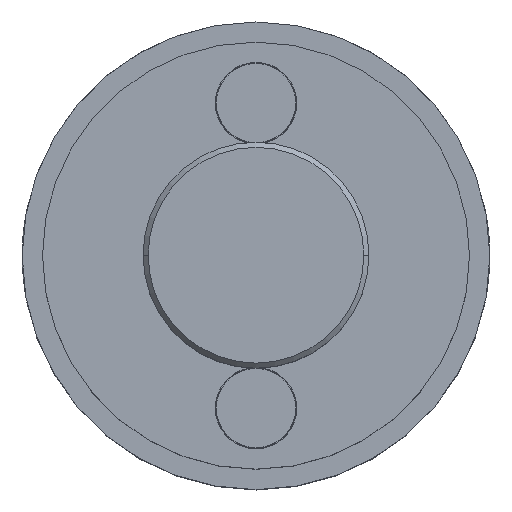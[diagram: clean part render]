
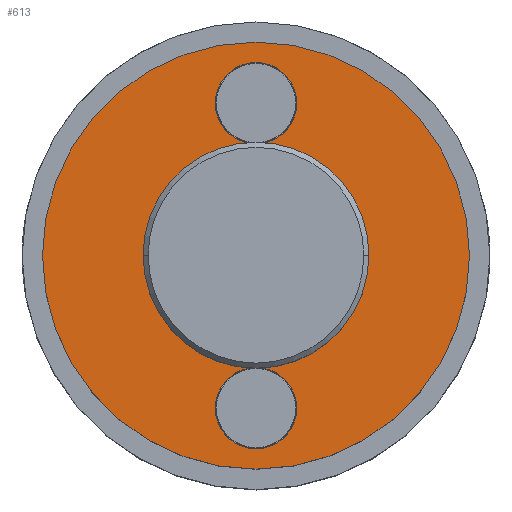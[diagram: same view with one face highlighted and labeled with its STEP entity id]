
A CAD part, top view. The second image highlights one B-rep face of the part: STEP entity #613.
In plain terms, the highlighted planar face has unit normal (0, 0, 1).
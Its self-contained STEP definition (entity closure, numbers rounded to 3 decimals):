
#15 = CARTESIAN_POINT ( 'NONE',  ( 4., -15., 30. ) ) ;
#30 = CARTESIAN_POINT ( 'NONE',  ( 0., 21., 30. ) ) ;
#51 = CIRCLE ( 'NONE', #2026, 4. ) ;
#79 = CARTESIAN_POINT ( 'NONE',  ( -9.525, 0., 30. ) ) ;
#113 = DIRECTION ( 'NONE',  ( 0., 0., 1. ) ) ;
#134 = EDGE_LOOP ( 'NONE', ( #1859, #520 ) ) ;
#147 = DIRECTION ( 'NONE',  ( 0., 0., -1. ) ) ;
#195 = DIRECTION ( 'NONE',  ( 0., 0., 1. ) ) ;
#200 = AXIS2_PLACEMENT_3D ( 'NONE', #1198, #147, #1379 ) ;
#276 = VERTEX_POINT ( 'NONE', #501 ) ;
#292 = DIRECTION ( 'NONE',  ( 0., 0., -1. ) ) ;
#298 = CARTESIAN_POINT ( 'NONE',  ( 0., -15., 30. ) ) ;
#356 = CIRCLE ( 'NONE', #2178, 9.525 ) ;
#398 = FACE_OUTER_BOUND ( 'NONE', #503, .T. ) ;
#400 = ORIENTED_EDGE ( 'NONE', *, *, #1483, .F. ) ;
#451 = EDGE_LOOP ( 'NONE', ( #1606, #1946 ) ) ;
#474 = DIRECTION ( 'NONE',  ( 1., 0., 0. ) ) ;
#501 = CARTESIAN_POINT ( 'NONE',  ( -4., 15., 30. ) ) ;
#503 = EDGE_LOOP ( 'NONE', ( #1577, #400 ) ) ;
#520 = ORIENTED_EDGE ( 'NONE', *, *, #2159, .F. ) ;
#524 = EDGE_CURVE ( 'NONE', #1194, #1240, #2010, .T. ) ;
#595 = CARTESIAN_POINT ( 'NONE',  ( 9.525, 0., 30. ) ) ;
#613 = ADVANCED_FACE ( 'NONE', ( #1343, #1947, #872, #398 ), #2101, .T. ) ;
#618 = AXIS2_PLACEMENT_3D ( 'NONE', #771, #1982, #946 ) ;
#656 = CARTESIAN_POINT ( 'NONE',  ( 0., 15., 30. ) ) ;
#665 = EDGE_CURVE ( 'NONE', #1005, #276, #2029, .T. ) ;
#681 = EDGE_CURVE ( 'NONE', #962, #2025, #754, .T. ) ;
#750 = CARTESIAN_POINT ( 'NONE',  ( 0., 0., 30. ) ) ;
#754 = CIRCLE ( 'NONE', #200, 9.525 ) ;
#760 = CARTESIAN_POINT ( 'NONE',  ( -4., -15., 30. ) ) ;
#771 = CARTESIAN_POINT ( 'NONE',  ( 0., 15., 30. ) ) ;
#843 = VERTEX_POINT ( 'NONE', #760 ) ;
#848 = DIRECTION ( 'NONE',  ( 1., 0., 0. ) ) ;
#872 = FACE_BOUND ( 'NONE', #2059, .T. ) ;
#924 = DIRECTION ( 'NONE',  ( 0., 0., -1. ) ) ;
#930 = DIRECTION ( 'NONE',  ( -1., 0., 0. ) ) ;
#946 = DIRECTION ( 'NONE',  ( 1., 0., 0. ) ) ;
#949 = AXIS2_PLACEMENT_3D ( 'NONE', #1951, #924, #2132 ) ;
#962 = VERTEX_POINT ( 'NONE', #79 ) ;
#971 = CIRCLE ( 'NONE', #1799, 21. ) ;
#999 = CARTESIAN_POINT ( 'NONE',  ( -21., 0., 30. ) ) ;
#1000 = AXIS2_PLACEMENT_3D ( 'NONE', #1155, #113, #1336 ) ;
#1005 = VERTEX_POINT ( 'NONE', #1020 ) ;
#1020 = CARTESIAN_POINT ( 'NONE',  ( 4., 15., 30. ) ) ;
#1155 = CARTESIAN_POINT ( 'NONE',  ( 0., -15., 30. ) ) ;
#1194 = VERTEX_POINT ( 'NONE', #999 ) ;
#1198 = CARTESIAN_POINT ( 'NONE',  ( 0., 0., 30. ) ) ;
#1240 = VERTEX_POINT ( 'NONE', #1881 ) ;
#1336 = DIRECTION ( 'NONE',  ( 1., 0., 0. ) ) ;
#1343 = FACE_BOUND ( 'NONE', #134, .T. ) ;
#1346 = CARTESIAN_POINT ( 'NONE',  ( 0., 0., 30. ) ) ;
#1362 = EDGE_CURVE ( 'NONE', #1759, #843, #2051, .T. ) ;
#1379 = DIRECTION ( 'NONE',  ( -1., 0., 0. ) ) ;
#1417 = DIRECTION ( 'NONE',  ( 1., 0., 0. ) ) ;
#1483 = EDGE_CURVE ( 'NONE', #1240, #1194, #971, .T. ) ;
#1511 = EDGE_CURVE ( 'NONE', #843, #1759, #51, .T. ) ;
#1516 = DIRECTION ( 'NONE',  ( -1., 0., 0. ) ) ;
#1522 = DIRECTION ( 'NONE',  ( 0., 0., 1. ) ) ;
#1577 = ORIENTED_EDGE ( 'NONE', *, *, #524, .F. ) ;
#1578 = ORIENTED_EDGE ( 'NONE', *, *, #2054, .T. ) ;
#1592 = ORIENTED_EDGE ( 'NONE', *, *, #681, .T. ) ;
#1606 = ORIENTED_EDGE ( 'NONE', *, *, #1362, .F. ) ;
#1696 = CIRCLE ( 'NONE', #618, 4. ) ;
#1759 = VERTEX_POINT ( 'NONE', #15 ) ;
#1767 = AXIS2_PLACEMENT_3D ( 'NONE', #30, #195, #1417 ) ;
#1799 = AXIS2_PLACEMENT_3D ( 'NONE', #1346, #292, #1516 ) ;
#1859 = ORIENTED_EDGE ( 'NONE', *, *, #665, .F. ) ;
#1879 = AXIS2_PLACEMENT_3D ( 'NONE', #656, #1880, #848 ) ;
#1880 = DIRECTION ( 'NONE',  ( 0., 0., 1. ) ) ;
#1881 = CARTESIAN_POINT ( 'NONE',  ( 21., 0., 30. ) ) ;
#1946 = ORIENTED_EDGE ( 'NONE', *, *, #1511, .F. ) ;
#1947 = FACE_BOUND ( 'NONE', #451, .T. ) ;
#1951 = CARTESIAN_POINT ( 'NONE',  ( 0., 0., 30. ) ) ;
#1958 = DIRECTION ( 'NONE',  ( 0., 0., -1. ) ) ;
#1982 = DIRECTION ( 'NONE',  ( 0., 0., 1. ) ) ;
#2010 = CIRCLE ( 'NONE', #949, 21. ) ;
#2025 = VERTEX_POINT ( 'NONE', #595 ) ;
#2026 = AXIS2_PLACEMENT_3D ( 'NONE', #298, #1522, #474 ) ;
#2029 = CIRCLE ( 'NONE', #1879, 4. ) ;
#2051 = CIRCLE ( 'NONE', #1000, 4. ) ;
#2054 = EDGE_CURVE ( 'NONE', #2025, #962, #356, .T. ) ;
#2059 = EDGE_LOOP ( 'NONE', ( #1592, #1578 ) ) ;
#2101 = PLANE ( 'NONE',  #1767 ) ;
#2132 = DIRECTION ( 'NONE',  ( -1., 0., 0. ) ) ;
#2159 = EDGE_CURVE ( 'NONE', #276, #1005, #1696, .T. ) ;
#2178 = AXIS2_PLACEMENT_3D ( 'NONE', #750, #1958, #930 ) ;
